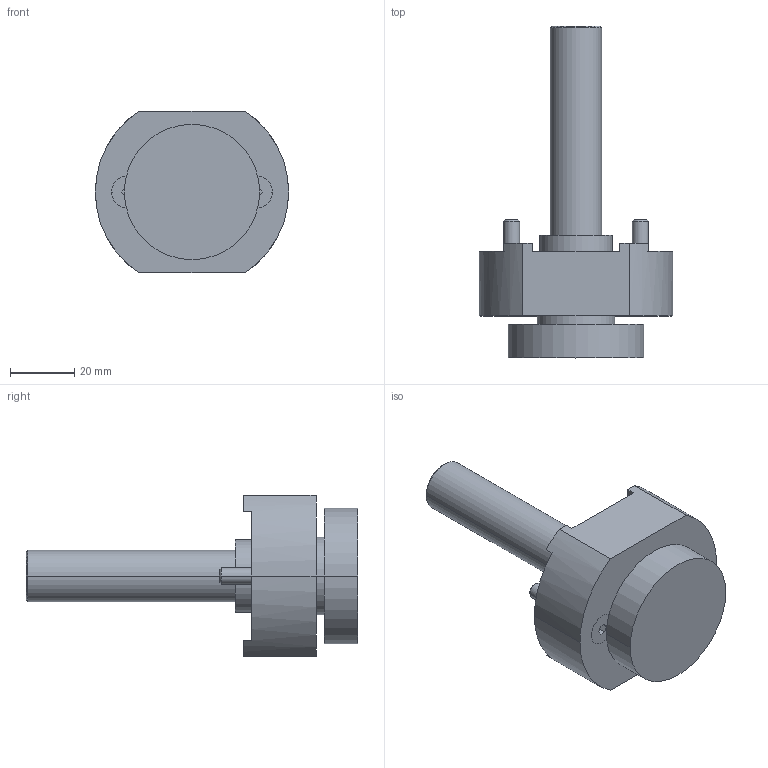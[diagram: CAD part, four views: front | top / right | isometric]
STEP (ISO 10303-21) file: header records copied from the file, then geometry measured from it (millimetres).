
FILE_DESCRIPTION(('STEP AP214'),'1');
FILE_NAME(' ',' ',('TraceParts'),('TraceParts S.A.'),'XStep 1.0',' ',' ');
FILE_SCHEMA(('automotive_design'));
Length unit declared in the file: millimetre
Products named in the file (4): 1; 2; 3; 4
Bounding box: 60 x 103 x 50 mm (x, y, z)
Volume: 82773.5 mm3; surface area: 21255.9 mm2
Topology: 4 solids, 4 shells, 82 faces, 190 edges, 122 vertices
Faces by surface type: plane 46, cylinder 22, cone 14
Entity records: 4613 total; most frequent: DIRECTION 424, CARTESIAN_POINT 398, STYLED_ITEM 394, PRESENTATION_STYLE_ASSIGNMENT 394, COLOUR_RGB 394, ORIENTED_EDGE 380, EDGE_CURVE 190, CURVE_STYLE 190
